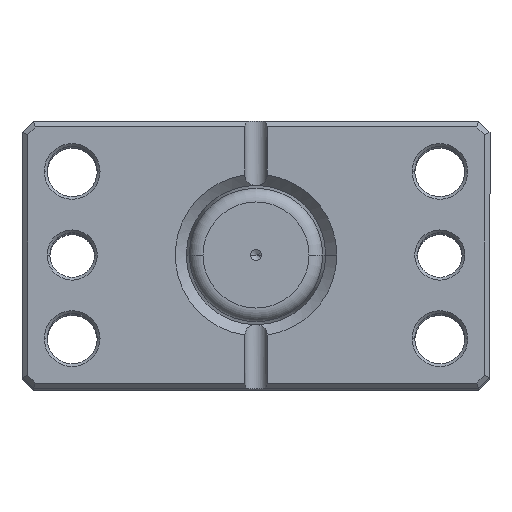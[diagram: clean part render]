
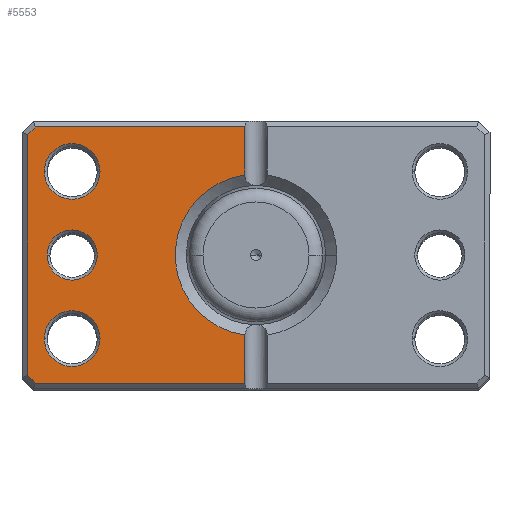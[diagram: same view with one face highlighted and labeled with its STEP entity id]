
A CAD part, top view. The second image highlights one B-rep face of the part: STEP entity #5553.
In plain terms, the highlighted face is planar.
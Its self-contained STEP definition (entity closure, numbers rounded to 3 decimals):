
#96 = ORIENTED_EDGE ( 'NONE', *, *, #673, .T. ) ;
#103 = CARTESIAN_POINT ( 'NONE',  ( 2., 24., 0. ) ) ;
#169 = VECTOR ( 'NONE', #6208, 1000. ) ;
#173 = CARTESIAN_POINT ( 'NONE',  ( 39.586, 23., 0. ) ) ;
#213 = EDGE_CURVE ( 'NONE', #3427, #2474, #2923, .T. ) ;
#302 = CIRCLE ( 'NONE', #5139, 5. ) ;
#328 = CARTESIAN_POINT ( 'NONE',  ( 39.586, -23., 0. ) ) ;
#343 = CARTESIAN_POINT ( 'NONE',  ( 41., 21.586, 0. ) ) ;
#368 = ORIENTED_EDGE ( 'NONE', *, *, #4670, .T. ) ;
#410 = VERTEX_POINT ( 'NONE', #4514 ) ;
#493 = VECTOR ( 'NONE', #6105, 1000. ) ;
#544 = EDGE_CURVE ( 'NONE', #410, #2173, #1653, .T. ) ;
#600 = CARTESIAN_POINT ( 'NONE',  ( 28.5, 0., 0. ) ) ;
#614 = FACE_BOUND ( 'NONE', #3274, .T. ) ;
#621 = LINE ( 'NONE', #2891, #493 ) ;
#623 = ORIENTED_EDGE ( 'NONE', *, *, #1505, .T. ) ;
#647 = EDGE_CURVE ( 'NONE', #4876, #5886, #1064, .T. ) ;
#673 = EDGE_CURVE ( 'NONE', #2173, #2120, #621, .T. ) ;
#718 = CARTESIAN_POINT ( 'NONE',  ( 33., -15., 0. ) ) ;
#735 = DIRECTION ( 'NONE',  ( 0., 0., 1. ) ) ;
#741 = DIRECTION ( 'NONE',  ( 1., 0., 0. ) ) ;
#871 = DIRECTION ( 'NONE',  ( 1., 0., 0. ) ) ;
#1034 = ORIENTED_EDGE ( 'NONE', *, *, #4526, .T. ) ;
#1064 = CIRCLE ( 'NONE', #5960, 5. ) ;
#1120 = DIRECTION ( 'NONE',  ( 0., 0., 1. ) ) ;
#1149 = CARTESIAN_POINT ( 'NONE',  ( 33., 0., 0. ) ) ;
#1218 = CARTESIAN_POINT ( 'NONE',  ( 2., 14.361, 0. ) ) ;
#1277 = EDGE_CURVE ( 'NONE', #3924, #3225, #2859, .T. ) ;
#1317 = DIRECTION ( 'NONE',  ( 0., 0., 1. ) ) ;
#1407 = DIRECTION ( 'NONE',  ( 0., 0., 1. ) ) ;
#1490 = VECTOR ( 'NONE', #1786, 1000. ) ;
#1505 = EDGE_CURVE ( 'NONE', #2120, #5412, #5711, .T. ) ;
#1539 = EDGE_CURVE ( 'NONE', #2474, #5867, #3907, .T. ) ;
#1543 = CARTESIAN_POINT ( 'NONE',  ( 37.5, 0., 0. ) ) ;
#1653 = LINE ( 'NONE', #1732, #1490 ) ;
#1676 = CARTESIAN_POINT ( 'NONE',  ( 33., -15., 0. ) ) ;
#1684 = CARTESIAN_POINT ( 'NONE',  ( 2., -14.361, 0. ) ) ;
#1732 = CARTESIAN_POINT ( 'NONE',  ( 31.293, -31.293, 0. ) ) ;
#1786 = DIRECTION ( 'NONE',  ( -0.707, -0.707, 0. ) ) ;
#1796 = CARTESIAN_POINT ( 'NONE',  ( 2., 23., 0. ) ) ;
#1824 = AXIS2_PLACEMENT_3D ( 'NONE', #6165, #1407, #4401 ) ;
#1888 = VECTOR ( 'NONE', #2402, 1000. ) ;
#2119 = EDGE_CURVE ( 'NONE', #5867, #410, #5722, .T. ) ;
#2120 = VERTEX_POINT ( 'NONE', #6634 ) ;
#2142 = CIRCLE ( 'NONE', #4520, 4.5 ) ;
#2173 = VERTEX_POINT ( 'NONE', #328 ) ;
#2219 = FACE_BOUND ( 'NONE', #4579, .T. ) ;
#2226 = DIRECTION ( 'NONE',  ( 1., 0., 0. ) ) ;
#2265 = EDGE_CURVE ( 'NONE', #3225, #3924, #3151, .T. ) ;
#2275 = CARTESIAN_POINT ( 'NONE',  ( 0., 0., 0. ) ) ;
#2348 = ORIENTED_EDGE ( 'NONE', *, *, #647, .T. ) ;
#2360 = CARTESIAN_POINT ( 'NONE',  ( 31.293, 31.293, 0. ) ) ;
#2402 = DIRECTION ( 'NONE',  ( 0., -1., 0. ) ) ;
#2474 = VERTEX_POINT ( 'NONE', #173 ) ;
#2638 = CARTESIAN_POINT ( 'NONE',  ( 33., 15., 0. ) ) ;
#2707 = AXIS2_PLACEMENT_3D ( 'NONE', #1676, #5458, #2226 ) ;
#2838 = DIRECTION ( 'NONE',  ( 1., 0., 0. ) ) ;
#2859 = CIRCLE ( 'NONE', #6726, 5. ) ;
#2871 = DIRECTION ( 'NONE',  ( 0., 0., 1. ) ) ;
#2879 = DIRECTION ( 'NONE',  ( 1., 0., 0. ) ) ;
#2891 = CARTESIAN_POINT ( 'NONE',  ( 0., -23., 0. ) ) ;
#2898 = VECTOR ( 'NONE', #4565, 1000. ) ;
#2923 = LINE ( 'NONE', #3718, #2898 ) ;
#2964 = DIRECTION ( 'NONE',  ( 1., 0., 0. ) ) ;
#3151 = CIRCLE ( 'NONE', #2707, 5. ) ;
#3225 = VERTEX_POINT ( 'NONE', #5865 ) ;
#3238 = ORIENTED_EDGE ( 'NONE', *, *, #1277, .T. ) ;
#3274 = EDGE_LOOP ( 'NONE', ( #2348, #4877 ) ) ;
#3415 = VERTEX_POINT ( 'NONE', #1543 ) ;
#3427 = VERTEX_POINT ( 'NONE', #1796 ) ;
#3518 = LINE ( 'NONE', #4850, #4767 ) ;
#3659 = ORIENTED_EDGE ( 'NONE', *, *, #2265, .T. ) ;
#3698 = AXIS2_PLACEMENT_3D ( 'NONE', #6159, #1317, #2964 ) ;
#3718 = CARTESIAN_POINT ( 'NONE',  ( 0., 23., 0. ) ) ;
#3857 = CARTESIAN_POINT ( 'NONE',  ( 38., 15., 0. ) ) ;
#3907 = LINE ( 'NONE', #2360, #4239 ) ;
#3924 = VERTEX_POINT ( 'NONE', #6794 ) ;
#3953 = ORIENTED_EDGE ( 'NONE', *, *, #5028, .T. ) ;
#4006 = ORIENTED_EDGE ( 'NONE', *, *, #213, .T. ) ;
#4239 = VECTOR ( 'NONE', #4511, 1000. ) ;
#4401 = DIRECTION ( 'NONE',  ( 1., 0., 0. ) ) ;
#4511 = DIRECTION ( 'NONE',  ( 0.707, -0.707, 0. ) ) ;
#4514 = CARTESIAN_POINT ( 'NONE',  ( 41., -21.586, 0. ) ) ;
#4520 = AXIS2_PLACEMENT_3D ( 'NONE', #1149, #1120, #871 ) ;
#4526 = EDGE_CURVE ( 'NONE', #6093, #3415, #6376, .T. ) ;
#4565 = DIRECTION ( 'NONE',  ( 1., 0., 0. ) ) ;
#4579 = EDGE_LOOP ( 'NONE', ( #3659, #3238 ) ) ;
#4664 = CARTESIAN_POINT ( 'NONE',  ( 28., 15., 0. ) ) ;
#4670 = EDGE_CURVE ( 'NONE', #5412, #6075, #5565, .T. ) ;
#4759 = FACE_OUTER_BOUND ( 'NONE', #5087, .T. ) ;
#4767 = VECTOR ( 'NONE', #5393, 1000. ) ;
#4850 = CARTESIAN_POINT ( 'NONE',  ( 2., 24., 0. ) ) ;
#4876 = VERTEX_POINT ( 'NONE', #4664 ) ;
#4877 = ORIENTED_EDGE ( 'NONE', *, *, #5673, .T. ) ;
#4991 = ORIENTED_EDGE ( 'NONE', *, *, #6074, .T. ) ;
#5028 = EDGE_CURVE ( 'NONE', #6075, #3427, #3518, .T. ) ;
#5087 = EDGE_LOOP ( 'NONE', ( #623, #368, #3953, #4006, #5089, #6708, #5359, #96 ) ) ;
#5089 = ORIENTED_EDGE ( 'NONE', *, *, #1539, .T. ) ;
#5139 = AXIS2_PLACEMENT_3D ( 'NONE', #6274, #6358, #5882 ) ;
#5359 = ORIENTED_EDGE ( 'NONE', *, *, #544, .T. ) ;
#5393 = DIRECTION ( 'NONE',  ( 0., 1., 0. ) ) ;
#5412 = VERTEX_POINT ( 'NONE', #1684 ) ;
#5458 = DIRECTION ( 'NONE',  ( 0., 0., 1. ) ) ;
#5553 = ADVANCED_FACE ( 'NONE', ( #6179, #2219, #614, #4759 ), #5640, .F. ) ;
#5565 = CIRCLE ( 'NONE', #6160, 14.5 ) ;
#5640 = PLANE ( 'NONE',  #3698 ) ;
#5673 = EDGE_CURVE ( 'NONE', #5886, #4876, #302, .T. ) ;
#5711 = LINE ( 'NONE', #103, #169 ) ;
#5722 = LINE ( 'NONE', #6396, #1888 ) ;
#5865 = CARTESIAN_POINT ( 'NONE',  ( 28., -15., 0. ) ) ;
#5867 = VERTEX_POINT ( 'NONE', #343 ) ;
#5882 = DIRECTION ( 'NONE',  ( 1., 0., 0. ) ) ;
#5886 = VERTEX_POINT ( 'NONE', #3857 ) ;
#5960 = AXIS2_PLACEMENT_3D ( 'NONE', #2638, #2871, #2879 ) ;
#6057 = DIRECTION ( 'NONE',  ( 0., 0., 1. ) ) ;
#6074 = EDGE_CURVE ( 'NONE', #3415, #6093, #2142, .T. ) ;
#6075 = VERTEX_POINT ( 'NONE', #1218 ) ;
#6093 = VERTEX_POINT ( 'NONE', #600 ) ;
#6105 = DIRECTION ( 'NONE',  ( -1., 0., 0. ) ) ;
#6159 = CARTESIAN_POINT ( 'NONE',  ( 0., 0., 0. ) ) ;
#6160 = AXIS2_PLACEMENT_3D ( 'NONE', #2275, #6057, #2838 ) ;
#6165 = CARTESIAN_POINT ( 'NONE',  ( 33., 0., 0. ) ) ;
#6179 = FACE_BOUND ( 'NONE', #6253, .T. ) ;
#6208 = DIRECTION ( 'NONE',  ( 0., 1., 0. ) ) ;
#6253 = EDGE_LOOP ( 'NONE', ( #1034, #4991 ) ) ;
#6274 = CARTESIAN_POINT ( 'NONE',  ( 33., 15., 0. ) ) ;
#6358 = DIRECTION ( 'NONE',  ( 0., 0., 1. ) ) ;
#6376 = CIRCLE ( 'NONE', #1824, 4.5 ) ;
#6396 = CARTESIAN_POINT ( 'NONE',  ( 41., 0., 0. ) ) ;
#6634 = CARTESIAN_POINT ( 'NONE',  ( 2., -23., 0. ) ) ;
#6708 = ORIENTED_EDGE ( 'NONE', *, *, #2119, .T. ) ;
#6726 = AXIS2_PLACEMENT_3D ( 'NONE', #718, #735, #741 ) ;
#6794 = CARTESIAN_POINT ( 'NONE',  ( 38., -15., 0. ) ) ;
